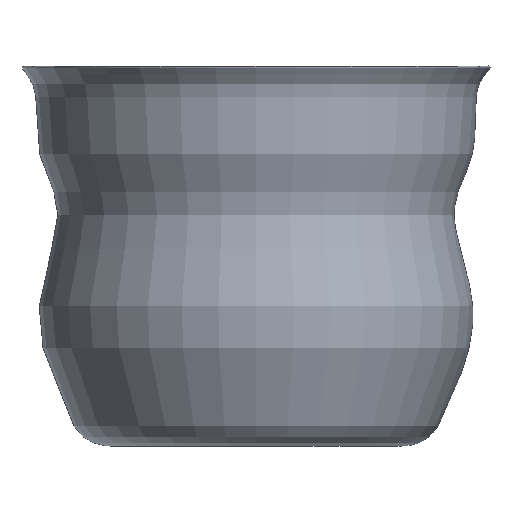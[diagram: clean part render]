
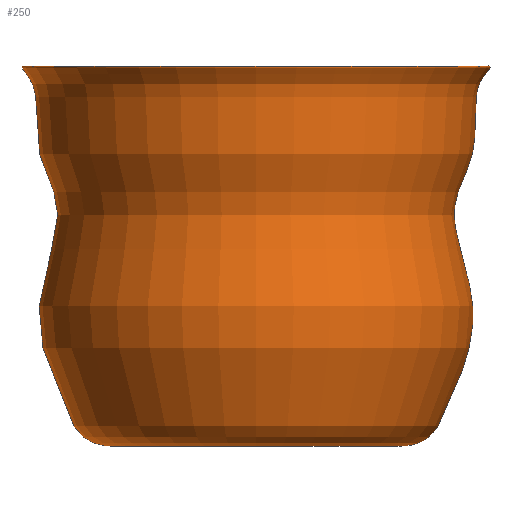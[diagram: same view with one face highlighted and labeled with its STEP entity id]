
A CAD part, front view. The second image highlights one B-rep face of the part: STEP entity #250.
In plain terms, the highlighted face is a revolution surface.
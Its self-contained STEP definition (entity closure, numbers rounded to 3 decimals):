
#187 = PLANE('',#188);
#188 = AXIS2_PLACEMENT_3D('',#189,#190,#191);
#189 = CARTESIAN_POINT('',(0.,0.,5.));
#190 = DIRECTION('',(0.,0.,-1.));
#191 = DIRECTION('',(1.,-0.,-0.));
#206 = EDGE_CURVE('',#207,#207,#209,.T.);
#207 = VERTEX_POINT('',#208);
#208 = CARTESIAN_POINT('',(100.,0.,5.));
#209 = SURFACE_CURVE('',#210,(#215,#222),.PCURVE_S1.);
#210 = CIRCLE('',#211,100.);
#211 = AXIS2_PLACEMENT_3D('',#212,#213,#214);
#212 = CARTESIAN_POINT('',(0.,0.,5.));
#213 = DIRECTION('',(0.,0.,-1.));
#214 = DIRECTION('',(1.,0.,0.));
#215 = PCURVE('',#187,#216);
#216 = DEFINITIONAL_REPRESENTATION('',(#217),#221);
#217 = CIRCLE('',#218,100.);
#218 = AXIS2_PLACEMENT_2D('',#219,#220);
#219 = CARTESIAN_POINT('',(0.,0.));
#220 = DIRECTION('',(1.,-0.));
#221 = ( GEOMETRIC_REPRESENTATION_CONTEXT(2) 
PARAMETRIC_REPRESENTATION_CONTEXT() REPRESENTATION_CONTEXT('2D SPACE',''
  ) );
#222 = PCURVE('',#223,#244);
#223 = SURFACE_OF_REVOLUTION('',#224,#241);
#224 = B_SPLINE_CURVE_WITH_KNOTS('',3,(#225,#226,#227,#228,#229,#230,
    #231,#232,#233,#234,#235,#236,#237,#238,#239,#240),.UNSPECIFIED.,.F.
  ,.F.,(4,1,1,1,1,1,1,1,1,1,1,1,1,4),(0.,0.077,
    0.154,0.231,0.308,0.385,
    0.462,0.538,0.615,0.692,
    0.769,0.846,0.923,1.),
  .QUASI_UNIFORM_KNOTS.);
#225 = CARTESIAN_POINT('',(100.,0.,5.));
#226 = CARTESIAN_POINT('',(115.012,0.,
    5.));
#227 = CARTESIAN_POINT('',(125.004,0.,
    20.001));
#228 = CARTESIAN_POINT('',(154.69,0.,
    99.994));
#229 = CARTESIAN_POINT('',(122.048,0.,
    159.991));
#230 = CARTESIAN_POINT('',(150.318,0.,
    195.401));
#231 = CARTESIAN_POINT('',(143.189,0.,
    257.304));
#232 = CARTESIAN_POINT('',(166.229,0.,
    265.01));
#233 = CARTESIAN_POINT('',(156.016,0.,
    254.625));
#234 = CARTESIAN_POINT('',(150.117,0.,
    242.805));
#235 = CARTESIAN_POINT('',(153.21,0.,
    195.639));
#236 = CARTESIAN_POINT('',(126.88,0.,
    162.731));
#237 = CARTESIAN_POINT('',(160.,0.,91.988));
#238 = CARTESIAN_POINT('',(131.203,0.,
    25.13));
#239 = CARTESIAN_POINT('',(120.827,0.,
    0.445));
#240 = CARTESIAN_POINT('',(100.13,0.,0.));
#241 = AXIS1_PLACEMENT('',#242,#243);
#242 = CARTESIAN_POINT('',(0.,0.,0.));
#243 = DIRECTION('',(0.,0.,-1.));
#244 = DEFINITIONAL_REPRESENTATION('',(#245),#249);
#245 = LINE('',#246,#247);
#246 = CARTESIAN_POINT('',(0.,0.));
#247 = VECTOR('',#248,1.);
#248 = DIRECTION('',(1.,0.));
#249 = ( GEOMETRIC_REPRESENTATION_CONTEXT(2) 
PARAMETRIC_REPRESENTATION_CONTEXT() REPRESENTATION_CONTEXT('2D SPACE',''
  ) );
#250 = ADVANCED_FACE('',(#251),#223,.T.);
#251 = FACE_BOUND('',#252,.T.);
#252 = EDGE_LOOP('',(#253,#254,#290,#317));
#253 = ORIENTED_EDGE('',*,*,#206,.T.);
#254 = ORIENTED_EDGE('',*,*,#255,.T.);
#255 = EDGE_CURVE('',#207,#256,#258,.T.);
#256 = VERTEX_POINT('',#257);
#257 = CARTESIAN_POINT('',(100.13,0.,0.));
#258 = SEAM_CURVE('',#259,(#276,#283),.PCURVE_S1.);
#259 = B_SPLINE_CURVE_WITH_KNOTS('',3,(#260,#261,#262,#263,#264,#265,
    #266,#267,#268,#269,#270,#271,#272,#273,#274,#275),.UNSPECIFIED.,.F.
  ,.F.,(4,1,1,1,1,1,1,1,1,1,1,1,1,4),(0.,0.077,
    0.154,0.231,0.308,0.385,
    0.462,0.538,0.615,0.692,
    0.769,0.846,0.923,1.),
  .QUASI_UNIFORM_KNOTS.);
#260 = CARTESIAN_POINT('',(100.,0.,5.));
#261 = CARTESIAN_POINT('',(115.012,0.,
    5.));
#262 = CARTESIAN_POINT('',(125.004,0.,
    20.001));
#263 = CARTESIAN_POINT('',(154.69,0.,
    99.994));
#264 = CARTESIAN_POINT('',(122.048,0.,
    159.991));
#265 = CARTESIAN_POINT('',(150.318,0.,
    195.401));
#266 = CARTESIAN_POINT('',(143.189,0.,
    257.304));
#267 = CARTESIAN_POINT('',(166.229,0.,
    265.01));
#268 = CARTESIAN_POINT('',(156.016,0.,
    254.625));
#269 = CARTESIAN_POINT('',(150.117,0.,
    242.805));
#270 = CARTESIAN_POINT('',(153.21,0.,
    195.639));
#271 = CARTESIAN_POINT('',(126.88,0.,
    162.731));
#272 = CARTESIAN_POINT('',(160.,0.,91.988));
#273 = CARTESIAN_POINT('',(131.203,0.,
    25.13));
#274 = CARTESIAN_POINT('',(120.827,0.,
    0.445));
#275 = CARTESIAN_POINT('',(100.13,0.,0.));
#276 = PCURVE('',#223,#277);
#277 = DEFINITIONAL_REPRESENTATION('',(#278),#282);
#278 = LINE('',#279,#280);
#279 = CARTESIAN_POINT('',(0.,0.));
#280 = VECTOR('',#281,1.);
#281 = DIRECTION('',(0.,1.));
#282 = ( GEOMETRIC_REPRESENTATION_CONTEXT(2) 
PARAMETRIC_REPRESENTATION_CONTEXT() REPRESENTATION_CONTEXT('2D SPACE',''
  ) );
#283 = PCURVE('',#223,#284);
#284 = DEFINITIONAL_REPRESENTATION('',(#285),#289);
#285 = LINE('',#286,#287);
#286 = CARTESIAN_POINT('',(6.283,0.));
#287 = VECTOR('',#288,1.);
#288 = DIRECTION('',(0.,1.));
#289 = ( GEOMETRIC_REPRESENTATION_CONTEXT(2) 
PARAMETRIC_REPRESENTATION_CONTEXT() REPRESENTATION_CONTEXT('2D SPACE',''
  ) );
#290 = ORIENTED_EDGE('',*,*,#291,.F.);
#291 = EDGE_CURVE('',#256,#256,#292,.T.);
#292 = SURFACE_CURVE('',#293,(#298,#305),.PCURVE_S1.);
#293 = CIRCLE('',#294,100.13);
#294 = AXIS2_PLACEMENT_3D('',#295,#296,#297);
#295 = CARTESIAN_POINT('',(0.,0.,0.));
#296 = DIRECTION('',(0.,0.,-1.));
#297 = DIRECTION('',(1.,0.,0.));
#298 = PCURVE('',#223,#299);
#299 = DEFINITIONAL_REPRESENTATION('',(#300),#304);
#300 = LINE('',#301,#302);
#301 = CARTESIAN_POINT('',(0.,1.));
#302 = VECTOR('',#303,1.);
#303 = DIRECTION('',(1.,0.));
#304 = ( GEOMETRIC_REPRESENTATION_CONTEXT(2) 
PARAMETRIC_REPRESENTATION_CONTEXT() REPRESENTATION_CONTEXT('2D SPACE',''
  ) );
#305 = PCURVE('',#306,#311);
#306 = PLANE('',#307);
#307 = AXIS2_PLACEMENT_3D('',#308,#309,#310);
#308 = CARTESIAN_POINT('',(0.,0.,0.));
#309 = DIRECTION('',(0.,0.,-1.));
#310 = DIRECTION('',(1.,-0.,-0.));
#311 = DEFINITIONAL_REPRESENTATION('',(#312),#316);
#312 = CIRCLE('',#313,100.13);
#313 = AXIS2_PLACEMENT_2D('',#314,#315);
#314 = CARTESIAN_POINT('',(0.,0.));
#315 = DIRECTION('',(1.,-0.));
#316 = ( GEOMETRIC_REPRESENTATION_CONTEXT(2) 
PARAMETRIC_REPRESENTATION_CONTEXT() REPRESENTATION_CONTEXT('2D SPACE',''
  ) );
#317 = ORIENTED_EDGE('',*,*,#255,.F.);
